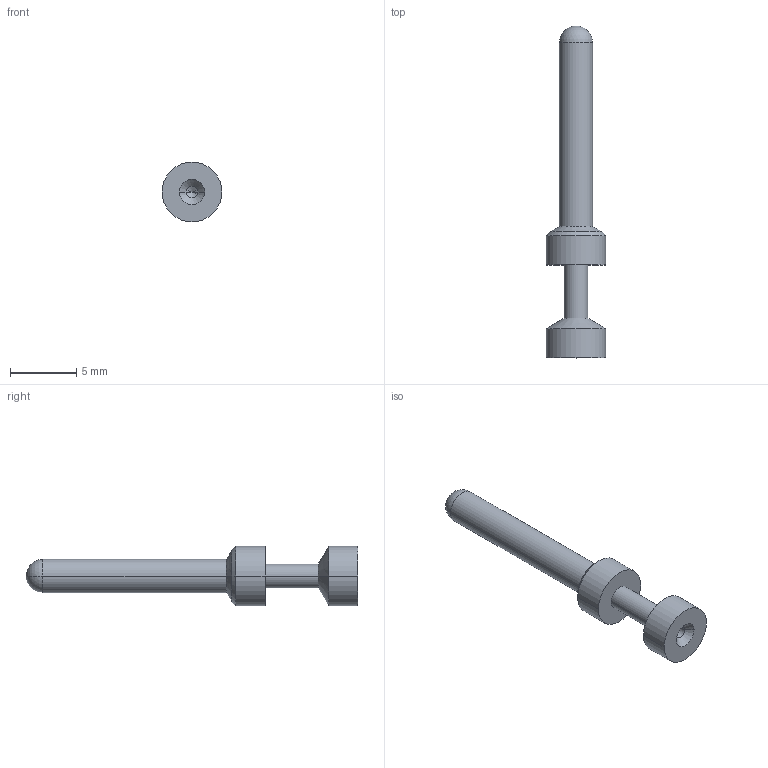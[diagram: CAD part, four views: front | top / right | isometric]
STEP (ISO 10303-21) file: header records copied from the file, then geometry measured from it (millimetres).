
FILE_DESCRIPTION((''),'2;1');
FILE_NAME('MANIFOLD_SOLID_BREP_611','2020-12-21T',('tc.chen'),(''),'PRO/ENGINEER BY PARAMETRIC TECHNOLOGY CORPORATION, 2012480','PRO/ENGINEER BY PARAMETRIC TECHNOLOGY CORPORATION, 2012480','');
FILE_SCHEMA(('AUTOMOTIVE_DESIGN { 1 0 10303 214 1 1 1 1 }'));
Length unit declared in the file: millimetre
Products named in the file (1): MANIFOLD_SOLID_BREP_611
Bounding box: 4.5 x 25 x 4.5 mm (x, y, z)
Volume: 161 mm3; surface area: 282.8 mm2
Topology: 1 solids, 1 shells, 24 faces, 50 edges, 26 vertices
Faces by surface type: cylinder 10, cone 10, sphere 2, plane 2
Entity records: 672 total; most frequent: DIRECTION 120, CARTESIAN_POINT 98, ORIENTED_EDGE 92, AXIS2_PLACEMENT_3D 50, EDGE_CURVE 46, VERTEX_POINT 26, EDGE_LOOP 26, CIRCLE 26
